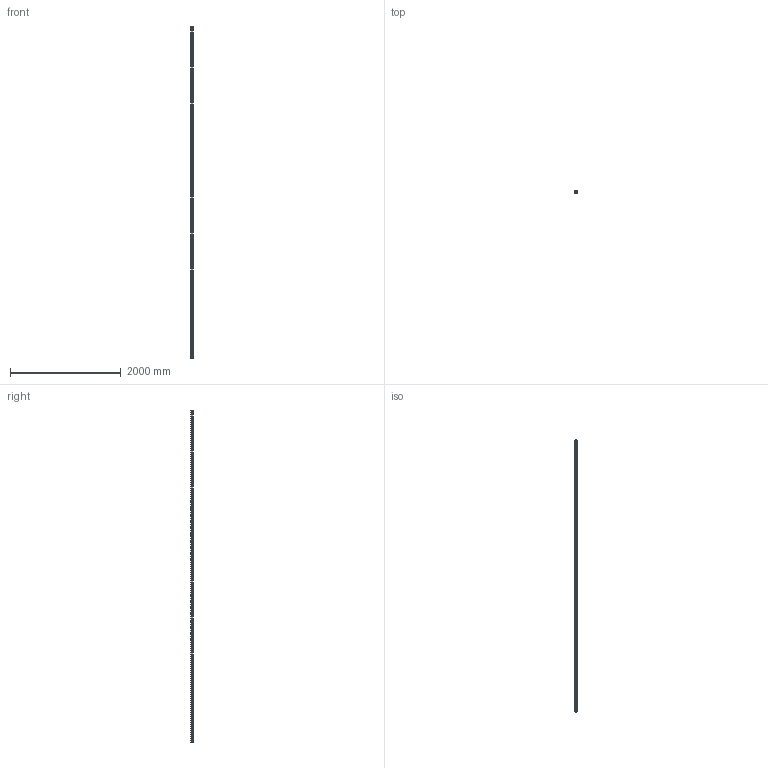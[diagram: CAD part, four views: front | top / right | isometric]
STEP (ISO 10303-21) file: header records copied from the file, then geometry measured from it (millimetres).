
FILE_DESCRIPTION(/* description */ (''),/* implementation_level */ '2;1');
FILE_NAME(/* name */ 'CWP CWOP40H40 6.stp',/* time_stamp */ '2020-11-18T11:26:53+01:00',/* author */ ('stanislaw.luczak'),/* organization */ (''),/* preprocessor_version */ 'ST-DEVELOPER v18.1',/* originating_system */ 'Autodesk Inventor 2021',/* authorisation */ '');
FILE_SCHEMA (('AUTOMOTIVE_DESIGN { 1 0 10303 214 3 1 1 }'));
Length unit declared in the file: millimetre
Products named in the file (1): CWP CWOP40H40 6
Bounding box: 40 x 40 x 6000 mm (x, y, z)
Volume: 1010218.6 mm3; surface area: 1405772.5 mm2
Topology: 1 solids, 1 shells, 1478 faces, 4396 edges, 2920 vertices
Faces by surface type: plane 750, cylinder 728
Entity records: 51381 total; most frequent: DIRECTION 8810, CARTESIAN_POINT 8795, ORIENTED_EDGE 8792, EDGE_CURVE 4396, LINE 2940, VECTOR 2940, AXIS2_PLACEMENT_3D 2935, VERTEX_POINT 2920
